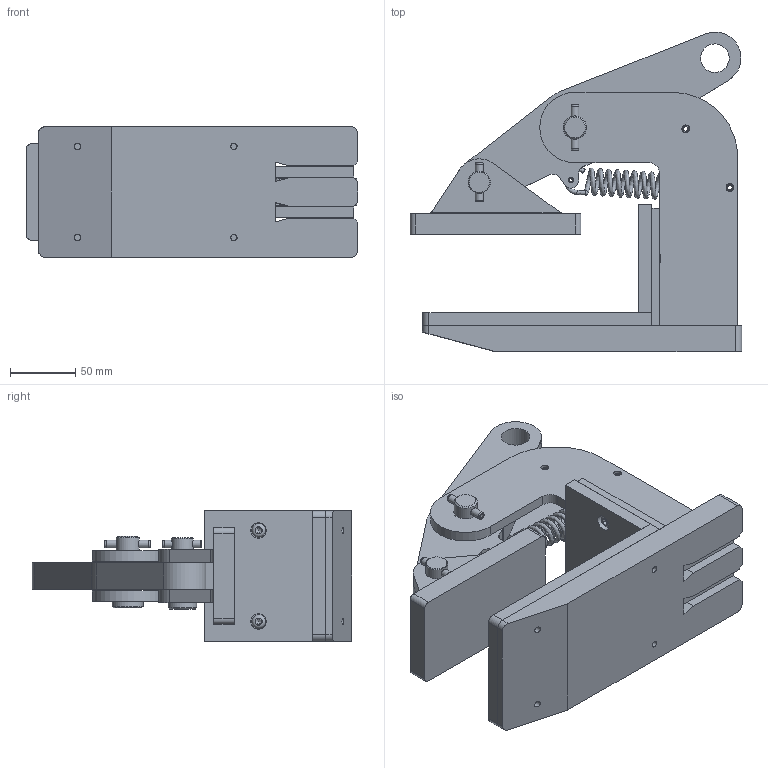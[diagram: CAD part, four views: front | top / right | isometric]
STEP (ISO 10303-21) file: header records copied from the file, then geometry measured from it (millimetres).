
FILE_DESCRIPTION(/* description */ ('Klem'),/* implementation_level */ '2;1');
FILE_NAME(/* name */ '3291().stp',/* time_stamp */ '2019-03-04T14:18:18+01:00',/* author */ ('kgillesse'),/* organization */ (''),/* preprocessor_version */ 'ST-DEVELOPER v17.2',/* originating_system */ 'Autodesk Inventor 2019',/* authorisation */ '');
FILE_SCHEMA (('AUTOMOTIVE_DESIGN { 1 0 10303 214 3 1 1 }'));
Length unit declared in the file: millimetre
Products named in the file (25): 2HNM10J    ; 2HNM10J0006; 2HNM10J0026; 2HNM10.0039; 2HNM10J0057; 2HNM10J2026; 2HNM10J0026_1; 2HNM10.0149; 2HNM10.1323; 2HNM10.1324; 2HNM10.0368; ISO 8752 - 4 x 20 - A; 2H10E0020; 2HNM10.0107; ISO 8752 - 6 x 36 - A; 2HNM10.1325; 2HNM10.0021; 2HNM10.1133; 2HNM10J0058; 2HNM10/J1313; ISO 7093 6,4 x 18 1,6; ISO 8752 - 6 x 30 - A; ISO 7380 - M6 x 12; Extension Spring1; Extension Spring1_1
Assembly tree (33 placements, depth 4):
  2HNM10J    
    2HNM10J0006
      2HNM10J0026
      2HNM10.0039
      2HNM10J0057
      2HNM10J2026
        2HNM10J0026_1
    2HNM10.0149
    2HNM10.1323
      2HNM10.1324
      2HNM10.0368
    ISO 8752 - 6 x 36 - A  x3
    ISO 8752 - 4 x 20 - A
    2H10E0020
    2HNM10.0107
    2HNM10.1325
      2HNM10.0021
      2HNM10.1133  x2
    2HNM10J0058
      2HNM10/J1313
      ISO 7093 6,4 x 18 1,6  x2
    ISO 8752 - 6 x 30 - A
    ISO 7380 - M6 x 12  x6
    Extension Spring1
      Extension Spring1_1
Bounding box: 254.35 x 245.24 x 100 mm (x, y, z)
Volume: 1427648.5 mm3; surface area: 345532.4 mm2
Topology: 27 solids, 27 shells, 1342 faces, 3686 edges, 2494 vertices
Faces by surface type: plane 757, bspline 325, cylinder 224, cone 26, torus 8, sphere 2
Full cylindrical faces by diameter (mm): 1.658 x2, 1.858 x2, 4 x2, 4.917 x6, 5 x52, 6 x12, 6.4 x2, 6.5 x6, 7 x4, 10.5 x6, 12 x6, 16.75 x1, 17 x3, 17.75 x1, 18 x5, 22 x2, 24 x1
Entity records: 42406 total; most frequent: CARTESIAN_POINT 12965, ORIENTED_EDGE 6472, DIRECTION 4821, EDGE_CURVE 3236, VERTEX_POINT 2180, LINE 2151, VECTOR 2151, EDGE_LOOP 1392
